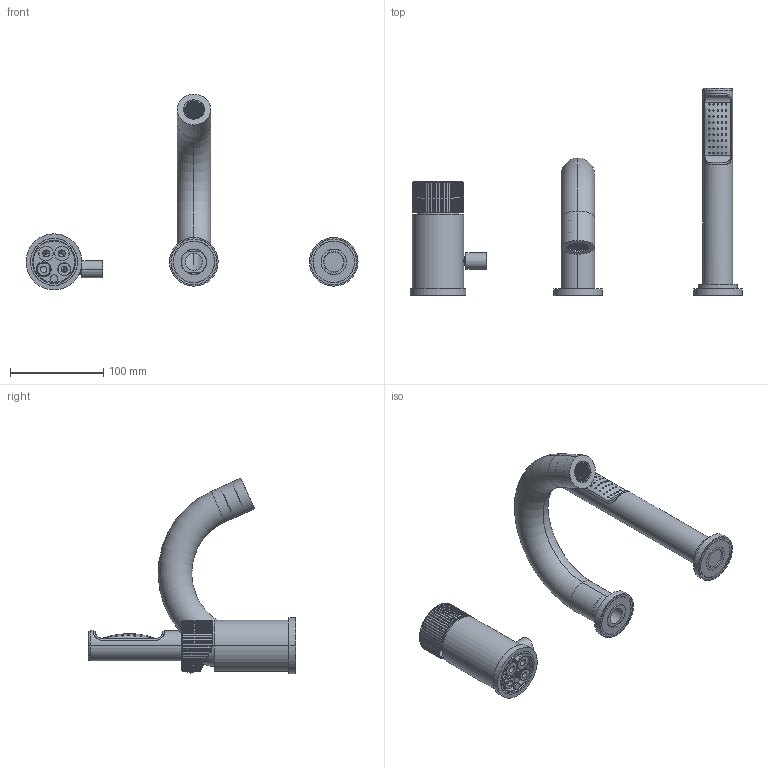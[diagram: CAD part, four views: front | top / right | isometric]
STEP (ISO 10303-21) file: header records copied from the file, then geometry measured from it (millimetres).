
FILE_DESCRIPTION((''),'2;1');
FILE_NAME('JO047CR','2021-02-02T14:46:36',('ut3'),('PAFFONI SpA'),'CREO PARAMETRIC BY PTC INC, 2020044','CREO PARAMETRIC BY PTC INC, 2020044','');
FILE_SCHEMA(('CONFIG_CONTROL_DESIGN','SHAPE_APPEARANCE_LAYERS_GROUPS'));
Length unit declared in the file: millimetre
Products named in the file (1): JO047CR
Bounding box: 356 x 222 x 209.82 mm (x, y, z)
Volume: 342395.7 mm3; surface area: 210322.3 mm2
Topology: 6 solids, 6 shells, 2704 faces, 7482 edges, 4836 vertices
Faces by surface type: plane 1526, cylinder 794, cone 203, bspline 96, torus 81, sphere 4
Entity records: 122562 total; most frequent: CARTESIAN_POINT 38519, ORIENTED_EDGE 14924, DIRECTION 13683, EDGE_CURVE 7462, VERTEX_POINT 4836, VECTOR 4673, LINE 4673, AXIS2_PLACEMENT_3D 4505
